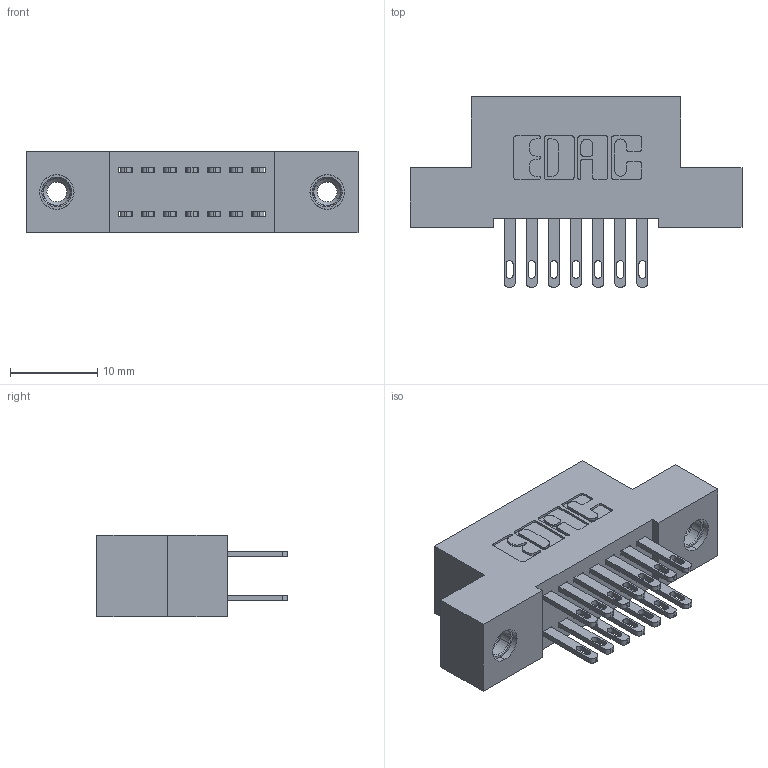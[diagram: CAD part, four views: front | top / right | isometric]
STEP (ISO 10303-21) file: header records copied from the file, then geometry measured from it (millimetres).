
FILE_DESCRIPTION (( 'STEP AP203' ), '1' );
FILE_NAME ('342-014-500-208.STEP', '2019-10-01T16:19:31', ( '' ), ( '' ), 'SwSTEP 2.0', 'SolidWorks 2016', '' );
FILE_SCHEMA (( 'CONFIG_CONTROL_DESIGN' ));
Length unit declared in the file: inch
Products named in the file (4): 345-292-001_345-293-100; 345-250-001_345-250-003-102; 342-014-500-208; 342 Part_TI
Assembly tree (17 placements, depth 2):
  342-014-500-208
    342 Part_TI
    345-292-001_345-293-100  x14
    345-250-001_345-250-003-102  x2
Bounding box: 38.1 x 21.85 x 9.4 mm (x, y, z)
Volume: 3294.7 mm3; surface area: 4644.9 mm2
Topology: 17 solids, 17 shells, 842 faces, 2493 edges, 1654 vertices
Faces by surface type: plane 518, cylinder 308, cone 12, torus 4
Entity records: 10014 total; most frequent: CARTESIAN_POINT 1681, ORIENTED_EDGE 1610, DIRECTION 1531, EDGE_CURVE 805, LINE 653, VECTOR 653, VERTEX_POINT 532, AXIS2_PLACEMENT_3D 439
